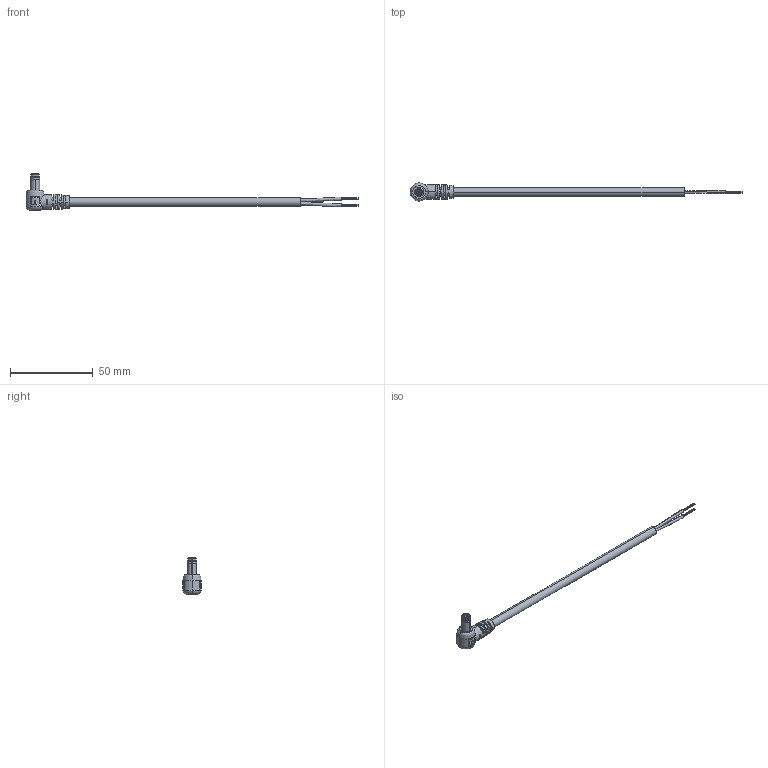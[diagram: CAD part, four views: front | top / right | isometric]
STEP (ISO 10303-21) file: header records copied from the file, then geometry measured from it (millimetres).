
FILE_DESCRIPTION (( 'STEP AP203' ), '1' );
FILE_NAME ('10-02226_revA1.STEP', '2016-11-08T16:11:26', ( '' ), ( '' ), 'SwSTEP 2.0', 'SolidWorks 2015', '' );
FILE_SCHEMA (( 'CONFIG_CONTROL_DESIGN' ));
Length unit declared in the file: millimetre
Products named in the file (7): 50-00129 contact; 10-02226_revA1; 50-00129 insulator; 24-00185; 50-00129 shell; 30-00683_s+t 10 mm; 50-00129
Assembly tree (6 placements, depth 3):
  10-02226_revA1
    30-00683_s+t 10 mm
    24-00185
    50-00129
      50-00129 contact
      50-00129 insulator
      50-00129 shell
Bounding box: 200.54 x 11 x 21.86 mm (x, y, z)
Volume: 5214.4 mm3; surface area: 21120.7 mm2
Topology: 90 solids, 90 shells, 1031 faces, 2206 edges, 1449 vertices
Faces by surface type: cylinder 568, plane 362, bspline 58, torus 32, cone 11
Entity records: 31972 total; most frequent: CARTESIAN_POINT 7888, DIRECTION 5269, ORIENTED_EDGE 4412, AXIS2_PLACEMENT_3D 2260, EDGE_CURVE 2206, VERTEX_POINT 1449, EDGE_LOOP 1295, CIRCLE 1277
